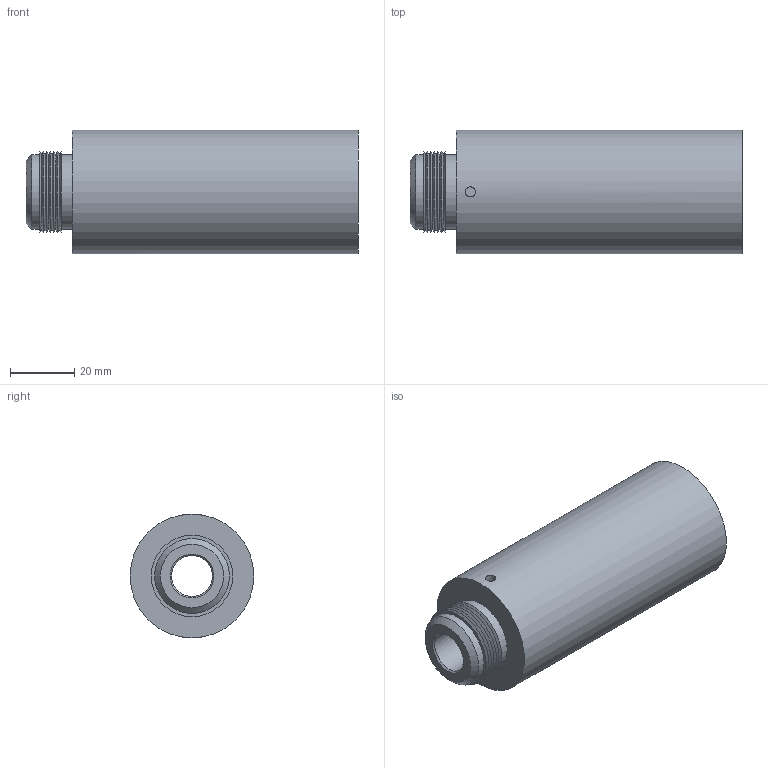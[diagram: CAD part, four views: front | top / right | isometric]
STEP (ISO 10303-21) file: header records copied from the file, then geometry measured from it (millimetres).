
FILE_DESCRIPTION((''),'2;1');
FILE_NAME('3901.stp','2008-11-13T11:35:57',('Andrew Steele'),(''),'Autodesk Inventor 2009','Autodesk Inventor 2009','');
FILE_SCHEMA(('AUTOMOTIVE_DESIGN { 1 0 10303 214 1 1 1 1 }'));
Length unit declared in the file: inch
Products named in the file (1): 3901
Bounding box: 103.63 x 38.61 x 38.61 mm (x, y, z)
Volume: 93645.8 mm3; surface area: 19333 mm2
Topology: 1 solids, 1 shells, 35 faces, 59 edges, 32 vertices
Faces by surface type: cone 15, cylinder 12, plane 8
Full cylindrical faces by diameter (mm): 3.175 x2, 12.693 x1, 14.733 x1, 23.368 x7, 38.608 x1
Entity records: 1085 total; most frequent: CARTESIAN_POINT 501, DIRECTION 118, ORIENTED_EDGE 72, EDGE_LOOP 65, AXIS2_PLACEMENT_3D 59, EDGE_CURVE 36, FACE_OUTER_BOUND 35, ADVANCED_FACE 35
